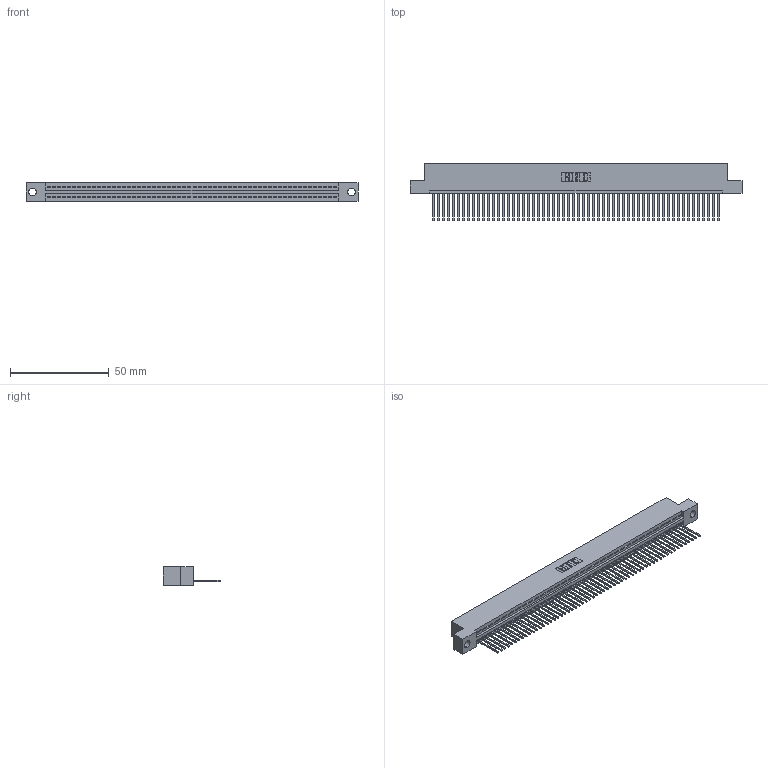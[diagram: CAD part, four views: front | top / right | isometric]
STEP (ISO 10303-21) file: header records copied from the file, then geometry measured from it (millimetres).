
FILE_DESCRIPTION (( 'STEP AP203' ), '1' );
FILE_NAME ('395-058-540-104.STEP', '2019-10-24T05:06:37', ( '' ), ( '' ), 'SwSTEP 2.0', 'SolidWorks 2016', '' );
FILE_SCHEMA (( 'CONFIG_CONTROL_DESIGN' ));
Length unit declared in the file: inch
Products named in the file (3): 345-292-001_345-293-140; 345 Part_Flush Mounting Lugs - 0.156 Dia-TH; 395-058-540-104
Assembly tree (59 placements, depth 2):
  395-058-540-104
    345 Part_Flush Mounting Lugs - 0.156 Dia-TH
    345-292-001_345-293-140  x58
Bounding box: 168.53 x 29.13 x 9.4 mm (x, y, z)
Volume: 16128.8 mm3; surface area: 22025.1 mm2
Topology: 59 solids, 59 shells, 3490 faces, 10549 edges, 6954 vertices
Faces by surface type: plane 2400, cylinder 1090
Entity records: 41519 total; most frequent: CARTESIAN_POINT 7198, ORIENTED_EDGE 7190, DIRECTION 6263, EDGE_CURVE 3595, LINE 3231, VECTOR 3231, VERTEX_POINT 2394, AXIS2_PLACEMENT_3D 1516
